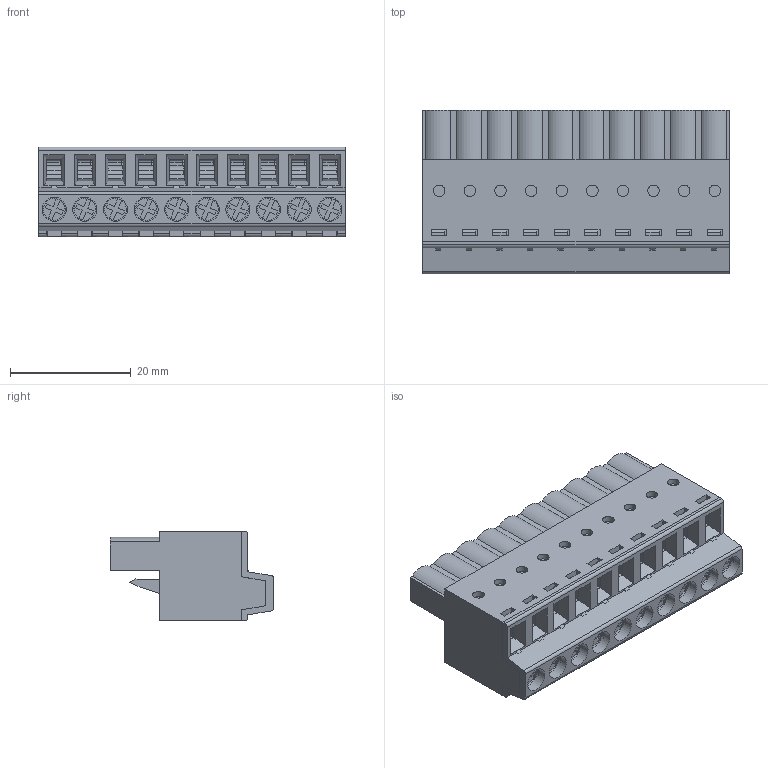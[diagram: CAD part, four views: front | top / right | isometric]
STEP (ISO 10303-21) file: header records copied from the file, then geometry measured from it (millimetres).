
FILE_DESCRIPTION( ( 'Unknown' ), '1' );
FILE_NAME( '691373500010B.stp', 'Unknown', ( 'Unknown' ), ( 'Unknown' ), 'PSStep 19.0.9', 'Unknown', ' ' );
FILE_SCHEMA( ( 'AUTOMOTIVE_DESIGN { 1 0 10303 214 1 1 1 1 }' ) );
Length unit declared in the file: millimetre
Products named in the file (7): Assem1; 6913735000xxB_PIN; 691373500010B_COQUE; 691373500010B; 6913735000xxB_MASS; 6913735000xxB_VIS; 6913735000xxB_CLAPET
Assembly tree (42 placements, depth 2):
  Assem1
    6913735000xxB_PIN  x10
    691373500010B_COQUE
    691373500010B
    6913735000xxB_MASS  x10
    6913735000xxB_VIS  x10
    6913735000xxB_CLAPET  x10
Bounding box: 50.8 x 27.1 x 14.9 mm (x, y, z)
Volume: 9557.9 mm3; surface area: 23171 mm2
Topology: 42 solids, 42 shells, 2513 faces, 6941 edges, 4554 vertices
Faces by surface type: plane 1949, cylinder 554, cone 10
Full cylindrical faces by diameter (mm): 1.9 x10, 2.003 x10, 2.5 x20, 3 x10, 3.1 x10, 3.6 x10, 3.99 x10, 4.1 x10
Entity records: 48100 total; most frequent: CARTESIAN_POINT 6830, ORIENTED_EDGE 6684, DIRECTION 6088, EDGE_CURVE 3342, LINE 3076, VECTOR 3076, VERTEX_POINT 2216, AXIS2_PLACEMENT_3D 1506
